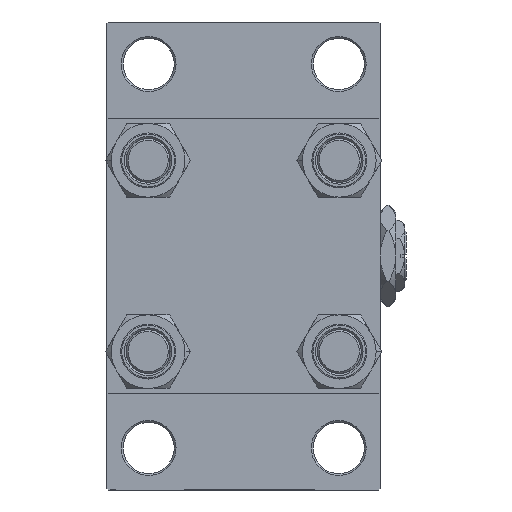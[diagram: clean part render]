
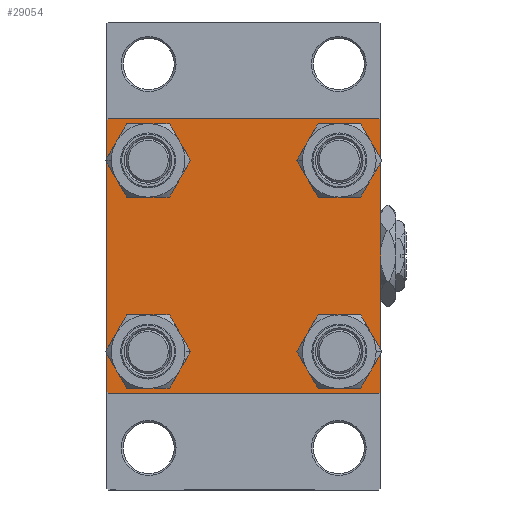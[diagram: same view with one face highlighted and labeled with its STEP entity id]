
A CAD part, left-side view. The second image highlights one B-rep face of the part: STEP entity #29054.
In plain terms, the highlighted planar face has unit normal (-1, 0, 0).
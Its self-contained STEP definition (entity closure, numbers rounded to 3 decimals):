
#232 = ORIENTED_EDGE ( 'NONE', *, *, #1672, .T. ) ;
#1142 = VECTOR ( 'NONE', #23111, 1000. ) ;
#1672 = EDGE_CURVE ( 'NONE', #33296, #14516, #33784, .T. ) ;
#2181 = CARTESIAN_POINT ( 'NONE',  ( 0., -37.5, 37.5 ) ) ;
#2861 = AXIS2_PLACEMENT_3D ( 'NONE', #46987, #5122, #32008 ) ;
#3660 = EDGE_CURVE ( 'NONE', #19535, #37721, #19575, .T. ) ;
#3808 = CARTESIAN_POINT ( 'NONE',  ( 0., 37.5, 37. ) ) ;
#3861 = VERTEX_POINT ( 'NONE', #12063 ) ;
#4720 = VECTOR ( 'NONE', #6413, 1000. ) ;
#4723 = CARTESIAN_POINT ( 'NONE',  ( 0., 37.25, 37.25 ) ) ;
#4834 = VERTEX_POINT ( 'NONE', #30812 ) ;
#4913 = LINE ( 'NONE', #28062, #21289 ) ;
#5122 = DIRECTION ( 'NONE',  ( 1., 0., 0. ) ) ;
#5274 = EDGE_CURVE ( 'NONE', #4834, #8755, #11717, .T. ) ;
#5869 = VERTEX_POINT ( 'NONE', #12803 ) ;
#6210 = LINE ( 'NONE', #39319, #31166 ) ;
#6413 = DIRECTION ( 'NONE',  ( 0., 0., -1. ) ) ;
#6861 = FACE_BOUND ( 'NONE', #17541, .T. ) ;
#6930 = AXIS2_PLACEMENT_3D ( 'NONE', #34135, #45621, #11482 ) ;
#7022 = CIRCLE ( 'NONE', #13388, 6.5 ) ;
#7636 = ORIENTED_EDGE ( 'NONE', *, *, #8709, .T. ) ;
#8709 = EDGE_CURVE ( 'NONE', #35678, #26651, #40430, .T. ) ;
#8755 = VERTEX_POINT ( 'NONE', #3808 ) ;
#8904 = DIRECTION ( 'NONE',  ( 1., 0., 0. ) ) ;
#10562 = CARTESIAN_POINT ( 'NONE',  ( 0., -26.15, 32.65 ) ) ;
#10788 = ORIENTED_EDGE ( 'NONE', *, *, #21351, .T. ) ;
#11209 = CARTESIAN_POINT ( 'NONE',  ( 0., -37.5, -37. ) ) ;
#11482 = DIRECTION ( 'NONE',  ( 0., 0., 1. ) ) ;
#11526 = DIRECTION ( 'NONE',  ( 0., 0., 1. ) ) ;
#11717 = LINE ( 'NONE', #4723, #16279 ) ;
#11836 = ORIENTED_EDGE ( 'NONE', *, *, #35658, .T. ) ;
#12063 = CARTESIAN_POINT ( 'NONE',  ( 0., -37., 37.5 ) ) ;
#12309 = AXIS2_PLACEMENT_3D ( 'NONE', #27346, #8904, #31322 ) ;
#12803 = CARTESIAN_POINT ( 'NONE',  ( 0., -37.5, 37. ) ) ;
#12913 = ORIENTED_EDGE ( 'NONE', *, *, #5274, .T. ) ;
#13068 = AXIS2_PLACEMENT_3D ( 'NONE', #18332, #36514, #25806 ) ;
#13388 = AXIS2_PLACEMENT_3D ( 'NONE', #14409, #33573, #44574 ) ;
#13420 = DIRECTION ( 'NONE',  ( 1., 0., 0. ) ) ;
#13553 = VERTEX_POINT ( 'NONE', #47707 ) ;
#14257 = CIRCLE ( 'NONE', #32509, 6.5 ) ;
#14409 = CARTESIAN_POINT ( 'NONE',  ( 0., 26.15, -26.15 ) ) ;
#14506 = VECTOR ( 'NONE', #22569, 1000. ) ;
#14516 = VERTEX_POINT ( 'NONE', #36959 ) ;
#15263 = PLANE ( 'NONE',  #17988 ) ;
#15580 = EDGE_CURVE ( 'NONE', #4834, #3861, #6210, .T. ) ;
#15741 = EDGE_LOOP ( 'NONE', ( #35980, #11836 ) ) ;
#16279 = VECTOR ( 'NONE', #30389, 1000. ) ;
#16668 = DIRECTION ( 'NONE',  ( 0., -1., 0. ) ) ;
#16993 = EDGE_CURVE ( 'NONE', #21913, #21192, #44532, .T. ) ;
#17541 = EDGE_LOOP ( 'NONE', ( #232, #47989 ) ) ;
#17723 = DIRECTION ( 'NONE',  ( 0., -1., 0. ) ) ;
#17988 = AXIS2_PLACEMENT_3D ( 'NONE', #30442, #41907, #11526 ) ;
#18065 = EDGE_LOOP ( 'NONE', ( #27556, #10788 ) ) ;
#18332 = CARTESIAN_POINT ( 'NONE',  ( 0., -26.15, 26.15 ) ) ;
#18996 = FACE_BOUND ( 'NONE', #39537, .T. ) ;
#19374 = ORIENTED_EDGE ( 'NONE', *, *, #40385, .T. ) ;
#19410 = VERTEX_POINT ( 'NONE', #10562 ) ;
#19535 = VERTEX_POINT ( 'NONE', #41323 ) ;
#19575 = CIRCLE ( 'NONE', #2861, 6.5 ) ;
#20071 = CARTESIAN_POINT ( 'NONE',  ( 0., 26.15, -19.65 ) ) ;
#21192 = VERTEX_POINT ( 'NONE', #42522 ) ;
#21289 = VECTOR ( 'NONE', #43025, 1000. ) ;
#21351 = EDGE_CURVE ( 'NONE', #43796, #19410, #27394, .T. ) ;
#21363 = LINE ( 'NONE', #2181, #4720 ) ;
#21707 = LINE ( 'NONE', #41123, #40382 ) ;
#21913 = VERTEX_POINT ( 'NONE', #47836 ) ;
#22048 = EDGE_CURVE ( 'NONE', #5869, #3861, #46054, .T. ) ;
#22063 = FACE_BOUND ( 'NONE', #15741, .T. ) ;
#22569 = DIRECTION ( 'NONE',  ( 0., -0.707, -0.707 ) ) ;
#23111 = DIRECTION ( 'NONE',  ( 0., 0.707, 0.707 ) ) ;
#23334 = ORIENTED_EDGE ( 'NONE', *, *, #31634, .T. ) ;
#23881 = CARTESIAN_POINT ( 'NONE',  ( 0., 26.15, 19.65 ) ) ;
#24412 = AXIS2_PLACEMENT_3D ( 'NONE', #47567, #13420, #40309 ) ;
#25379 = CIRCLE ( 'NONE', #44493, 6.5 ) ;
#25620 = CARTESIAN_POINT ( 'NONE',  ( 0., 26.15, -26.15 ) ) ;
#25806 = DIRECTION ( 'NONE',  ( 0., 0., 1. ) ) ;
#26608 = DIRECTION ( 'NONE',  ( 1., 0., 0. ) ) ;
#26651 = VERTEX_POINT ( 'NONE', #11209 ) ;
#27346 = CARTESIAN_POINT ( 'NONE',  ( 0., -26.15, -26.15 ) ) ;
#27394 = CIRCLE ( 'NONE', #13068, 6.5 ) ;
#27556 = ORIENTED_EDGE ( 'NONE', *, *, #37825, .T. ) ;
#28062 = CARTESIAN_POINT ( 'NONE',  ( 0., 37.5, 37.5 ) ) ;
#28076 = ORIENTED_EDGE ( 'NONE', *, *, #34106, .T. ) ;
#29054 = ADVANCED_FACE ( 'NONE', ( #40979, #6861, #18996, #22063, #34179 ), #15263, .T. ) ;
#30108 = DIRECTION ( 'NONE',  ( 0., 0., 1. ) ) ;
#30389 = DIRECTION ( 'NONE',  ( 0., 0.707, -0.707 ) ) ;
#30442 = CARTESIAN_POINT ( 'NONE',  ( 0., 0., 0. ) ) ;
#30812 = CARTESIAN_POINT ( 'NONE',  ( 0., 37., 37.5 ) ) ;
#31166 = VECTOR ( 'NONE', #16668, 1000. ) ;
#31322 = DIRECTION ( 'NONE',  ( 0., 0., 1. ) ) ;
#31634 = EDGE_CURVE ( 'NONE', #8755, #21913, #4913, .T. ) ;
#32008 = DIRECTION ( 'NONE',  ( 0., 0., 1. ) ) ;
#32509 = AXIS2_PLACEMENT_3D ( 'NONE', #25620, #41541, #40806 ) ;
#32515 = VERTEX_POINT ( 'NONE', #20071 ) ;
#33296 = VERTEX_POINT ( 'NONE', #44313 ) ;
#33573 = DIRECTION ( 'NONE',  ( 1., 0., 0. ) ) ;
#33784 = CIRCLE ( 'NONE', #12309, 6.5 ) ;
#34106 = EDGE_CURVE ( 'NONE', #32515, #13553, #7022, .T. ) ;
#34135 = CARTESIAN_POINT ( 'NONE',  ( 0., -26.15, -26.15 ) ) ;
#34179 = FACE_OUTER_BOUND ( 'NONE', #39607, .T. ) ;
#35658 = EDGE_CURVE ( 'NONE', #37721, #19535, #25379, .T. ) ;
#35678 = VERTEX_POINT ( 'NONE', #41075 ) ;
#35980 = ORIENTED_EDGE ( 'NONE', *, *, #3660, .T. ) ;
#36514 = DIRECTION ( 'NONE',  ( 1., 0., 0. ) ) ;
#36924 = ORIENTED_EDGE ( 'NONE', *, *, #16993, .T. ) ;
#36959 = CARTESIAN_POINT ( 'NONE',  ( 0., -26.15, -32.65 ) ) ;
#37721 = VERTEX_POINT ( 'NONE', #23881 ) ;
#37817 = CARTESIAN_POINT ( 'NONE',  ( 0., 26.15, 26.15 ) ) ;
#37825 = EDGE_CURVE ( 'NONE', #19410, #43796, #37934, .T. ) ;
#37934 = CIRCLE ( 'NONE', #24412, 6.5 ) ;
#38497 = EDGE_CURVE ( 'NONE', #14516, #33296, #39518, .T. ) ;
#38783 = CARTESIAN_POINT ( 'NONE',  ( 0., -37.25, 37.25 ) ) ;
#38987 = ORIENTED_EDGE ( 'NONE', *, *, #46065, .T. ) ;
#39319 = CARTESIAN_POINT ( 'NONE',  ( 0., 37.5, 37.5 ) ) ;
#39518 = CIRCLE ( 'NONE', #6930, 6.5 ) ;
#39537 = EDGE_LOOP ( 'NONE', ( #28076, #38987 ) ) ;
#39586 = CARTESIAN_POINT ( 'NONE',  ( 0., -26.15, 19.65 ) ) ;
#39607 = EDGE_LOOP ( 'NONE', ( #23334, #36924, #19374, #7636, #48522, #43870, #47450, #12913 ) ) ;
#40309 = DIRECTION ( 'NONE',  ( 0., 0., 1. ) ) ;
#40382 = VECTOR ( 'NONE', #17723, 1000. ) ;
#40385 = EDGE_CURVE ( 'NONE', #21192, #35678, #21707, .T. ) ;
#40430 = LINE ( 'NONE', #41423, #45092 ) ;
#40683 = DIRECTION ( 'NONE',  ( 0., -0.707, 0.707 ) ) ;
#40806 = DIRECTION ( 'NONE',  ( 0., 0., 1. ) ) ;
#40979 = FACE_BOUND ( 'NONE', #18065, .T. ) ;
#41075 = CARTESIAN_POINT ( 'NONE',  ( 0., -37., -37.5 ) ) ;
#41123 = CARTESIAN_POINT ( 'NONE',  ( 0., 37.5, -37.5 ) ) ;
#41323 = CARTESIAN_POINT ( 'NONE',  ( 0., 26.15, 32.65 ) ) ;
#41423 = CARTESIAN_POINT ( 'NONE',  ( 0., -37.25, -37.25 ) ) ;
#41541 = DIRECTION ( 'NONE',  ( 1., 0., 0. ) ) ;
#41907 = DIRECTION ( 'NONE',  ( -1., 0., 0. ) ) ;
#42522 = CARTESIAN_POINT ( 'NONE',  ( 0., 37., -37.5 ) ) ;
#43025 = DIRECTION ( 'NONE',  ( 0., 0., -1. ) ) ;
#43796 = VERTEX_POINT ( 'NONE', #39586 ) ;
#43870 = ORIENTED_EDGE ( 'NONE', *, *, #22048, .T. ) ;
#44042 = EDGE_CURVE ( 'NONE', #5869, #26651, #21363, .T. ) ;
#44313 = CARTESIAN_POINT ( 'NONE',  ( 0., -26.15, -19.65 ) ) ;
#44493 = AXIS2_PLACEMENT_3D ( 'NONE', #37817, #26608, #30108 ) ;
#44532 = LINE ( 'NONE', #45015, #14506 ) ;
#44574 = DIRECTION ( 'NONE',  ( 0., 0., 1. ) ) ;
#45015 = CARTESIAN_POINT ( 'NONE',  ( 0., 37.25, -37.25 ) ) ;
#45092 = VECTOR ( 'NONE', #40683, 1000. ) ;
#45621 = DIRECTION ( 'NONE',  ( 1., 0., 0. ) ) ;
#46054 = LINE ( 'NONE', #38783, #1142 ) ;
#46065 = EDGE_CURVE ( 'NONE', #13553, #32515, #14257, .T. ) ;
#46987 = CARTESIAN_POINT ( 'NONE',  ( 0., 26.15, 26.15 ) ) ;
#47450 = ORIENTED_EDGE ( 'NONE', *, *, #15580, .F. ) ;
#47567 = CARTESIAN_POINT ( 'NONE',  ( 0., -26.15, 26.15 ) ) ;
#47707 = CARTESIAN_POINT ( 'NONE',  ( 0., 26.15, -32.65 ) ) ;
#47836 = CARTESIAN_POINT ( 'NONE',  ( 0., 37.5, -37. ) ) ;
#47989 = ORIENTED_EDGE ( 'NONE', *, *, #38497, .T. ) ;
#48522 = ORIENTED_EDGE ( 'NONE', *, *, #44042, .F. ) ;
